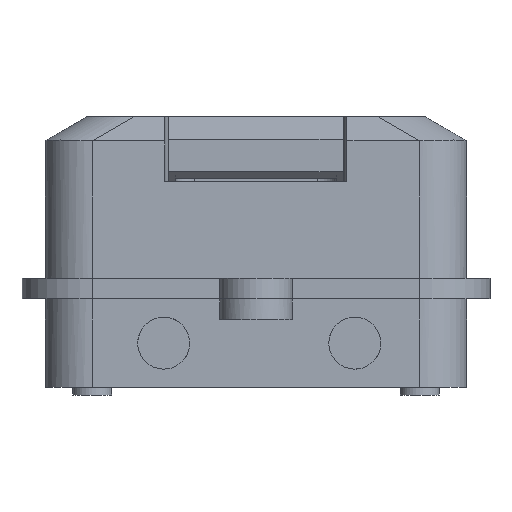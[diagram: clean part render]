
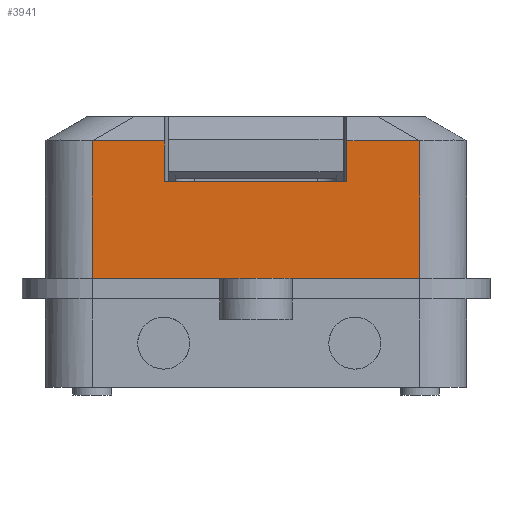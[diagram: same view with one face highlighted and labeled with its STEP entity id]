
A CAD part, front view. The second image highlights one B-rep face of the part: STEP entity #3941.
In plain terms, the highlighted face is planar.
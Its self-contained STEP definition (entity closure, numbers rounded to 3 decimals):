
#48 = CARTESIAN_POINT ( 'NONE',  ( -135.952, 38.175, -62.972 ) ) ;
#50 = CARTESIAN_POINT ( 'NONE',  ( -135.952, 38.175, 63.028 ) ) ;
#137 = EDGE_CURVE ( 'NONE', #5424, #8795, #7878, .T. ) ;
#301 = DIRECTION ( 'NONE',  ( 0., 0., 1. ) ) ;
#337 = CARTESIAN_POINT ( 'NONE',  ( -135.952, 40., -35. ) ) ;
#813 = ORIENTED_EDGE ( 'NONE', *, *, #137, .F. ) ;
#937 = VECTOR ( 'NONE', #7530, 1000. ) ;
#995 = VERTEX_POINT ( 'NONE', #6230 ) ;
#1045 = CARTESIAN_POINT ( 'NONE',  ( -135.952, 55.762, 35. ) ) ;
#1261 = DIRECTION ( 'NONE',  ( 0., 1., 0. ) ) ;
#1396 = DIRECTION ( 'NONE',  ( 0., 0., 1. ) ) ;
#1425 = ORIENTED_EDGE ( 'NONE', *, *, #8538, .F. ) ;
#1433 = ORIENTED_EDGE ( 'NONE', *, *, #8559, .F. ) ;
#1522 = DIRECTION ( 'NONE',  ( 0., 0., 1. ) ) ;
#1581 = VERTEX_POINT ( 'NONE', #3890 ) ;
#1766 = LINE ( 'NONE', #4643, #937 ) ;
#2037 = LINE ( 'NONE', #7704, #4405 ) ;
#2061 = CARTESIAN_POINT ( 'NONE',  ( -135.952, 20.587, -62.972 ) ) ;
#2150 = VERTEX_POINT ( 'NONE', #4041 ) ;
#2476 = ORIENTED_EDGE ( 'NONE', *, *, #7923, .F. ) ;
#2683 = VECTOR ( 'NONE', #1522, 1000. ) ;
#2820 = CARTESIAN_POINT ( 'NONE',  ( -135.952, 65., 81.028 ) ) ;
#2937 = CARTESIAN_POINT ( 'NONE',  ( -135.952, 20.587, 63.028 ) ) ;
#3092 = ORIENTED_EDGE ( 'NONE', *, *, #6276, .F. ) ;
#3143 = B_SPLINE_CURVE_WITH_KNOTS ( 'NONE', 3,
 ( #5754, #50, #2937, #4249 ),
 .UNSPECIFIED., .F., .F.,
 ( 4, 4 ),
 ( 0., 1. ),
 .UNSPECIFIED. ) ;
#3715 = CARTESIAN_POINT ( 'NONE',  ( -135.952, 3., 63.028 ) ) ;
#3890 = CARTESIAN_POINT ( 'NONE',  ( -135.952, 55.762, -62.972 ) ) ;
#3900 = VECTOR ( 'NONE', #4309, 1000. ) ;
#3935 = LINE ( 'NONE', #337, #6868 ) ;
#3941 = ADVANCED_FACE ( 'NONE', ( #6393 ), #5599, .F. ) ;
#4041 = CARTESIAN_POINT ( 'NONE',  ( -135.952, 3., 63.028 ) ) ;
#4159 = EDGE_CURVE ( 'NONE', #8795, #2150, #3143, .T. ) ;
#4249 = CARTESIAN_POINT ( 'NONE',  ( -135.952, 3., 63.028 ) ) ;
#4309 = DIRECTION ( 'NONE',  ( 0., 0., 1. ) ) ;
#4405 = VECTOR ( 'NONE', #1396, 1000. ) ;
#4501 = LINE ( 'NONE', #3715, #3900 ) ;
#4639 = CARTESIAN_POINT ( 'NONE',  ( -135.952, 40., 35. ) ) ;
#4643 = CARTESIAN_POINT ( 'NONE',  ( -135.952, 40., 35. ) ) ;
#4844 = DIRECTION ( 'NONE',  ( 1., 0., 0. ) ) ;
#4976 = VERTEX_POINT ( 'NONE', #4639 ) ;
#5000 = VECTOR ( 'NONE', #301, 1000. ) ;
#5260 = LINE ( 'NONE', #8084, #5000 ) ;
#5424 = VERTEX_POINT ( 'NONE', #1045 ) ;
#5599 = PLANE ( 'NONE',  #7764 ) ;
#5754 = CARTESIAN_POINT ( 'NONE',  ( -135.952, 55.762, 63.028 ) ) ;
#5942 = VERTEX_POINT ( 'NONE', #7965 ) ;
#6118 = EDGE_CURVE ( 'NONE', #5942, #2150, #4501, .T. ) ;
#6230 = CARTESIAN_POINT ( 'NONE',  ( -135.952, 55.762, -35. ) ) ;
#6276 = EDGE_CURVE ( 'NONE', #5942, #1581, #9047, .T. ) ;
#6393 = FACE_OUTER_BOUND ( 'NONE', #7131, .T. ) ;
#6406 = CARTESIAN_POINT ( 'NONE',  ( -135.952, 55.762, 63.028 ) ) ;
#6544 = CARTESIAN_POINT ( 'NONE',  ( -135.952, 55.762, -62.972 ) ) ;
#6832 = ORIENTED_EDGE ( 'NONE', *, *, #6118, .T. ) ;
#6868 = VECTOR ( 'NONE', #7730, 1000. ) ;
#7131 = EDGE_LOOP ( 'NONE', ( #8373, #813, #1433, #1425, #2476, #7548, #3092, #6832 ) ) ;
#7192 = CARTESIAN_POINT ( 'NONE',  ( -135.952, 55.762, -80.972 ) ) ;
#7530 = DIRECTION ( 'NONE',  ( 0., 1., 0. ) ) ;
#7548 = ORIENTED_EDGE ( 'NONE', *, *, #9160, .F. ) ;
#7704 = CARTESIAN_POINT ( 'NONE',  ( -135.952, 55.762, -80.972 ) ) ;
#7730 = DIRECTION ( 'NONE',  ( 0., -1., 0. ) ) ;
#7764 = AXIS2_PLACEMENT_3D ( 'NONE', #2820, #4844, #1261 ) ;
#7878 = LINE ( 'NONE', #7192, #2683 ) ;
#7923 = EDGE_CURVE ( 'NONE', #995, #9148, #3935, .T. ) ;
#7965 = CARTESIAN_POINT ( 'NONE',  ( -135.952, 3., -62.972 ) ) ;
#8084 = CARTESIAN_POINT ( 'NONE',  ( -135.952, 40., 35. ) ) ;
#8261 = CARTESIAN_POINT ( 'NONE',  ( -135.952, 40., -35. ) ) ;
#8373 = ORIENTED_EDGE ( 'NONE', *, *, #4159, .F. ) ;
#8511 = CARTESIAN_POINT ( 'NONE',  ( -135.952, 3., -62.972 ) ) ;
#8538 = EDGE_CURVE ( 'NONE', #9148, #4976, #5260, .T. ) ;
#8559 = EDGE_CURVE ( 'NONE', #4976, #5424, #1766, .T. ) ;
#8795 = VERTEX_POINT ( 'NONE', #6406 ) ;
#9047 = B_SPLINE_CURVE_WITH_KNOTS ( 'NONE', 3,
 ( #8511, #2061, #48, #6544 ),
 .UNSPECIFIED., .F., .F.,
 ( 4, 4 ),
 ( 0., 1. ),
 .UNSPECIFIED. ) ;
#9148 = VERTEX_POINT ( 'NONE', #8261 ) ;
#9160 = EDGE_CURVE ( 'NONE', #1581, #995, #2037, .T. ) ;
